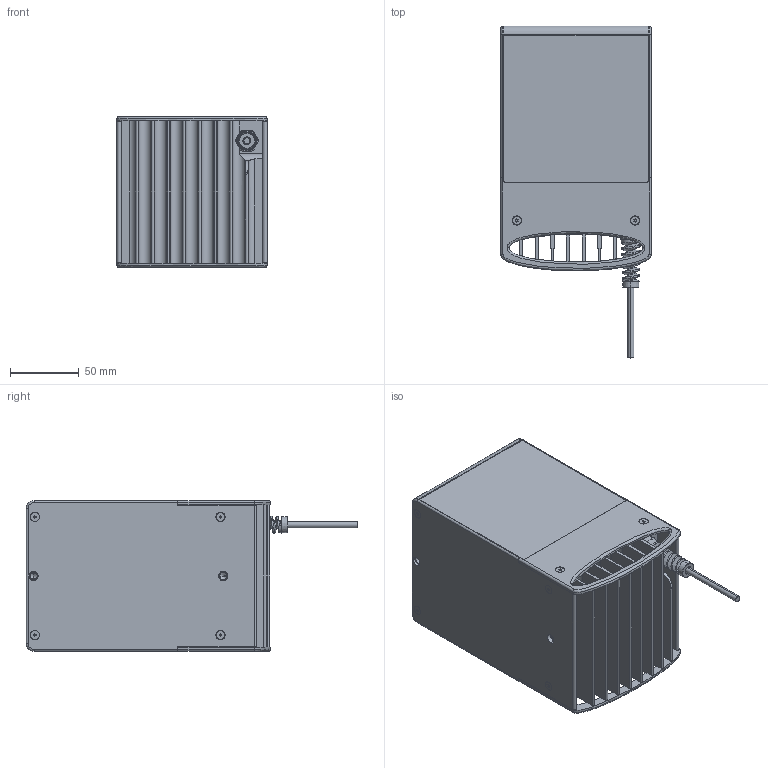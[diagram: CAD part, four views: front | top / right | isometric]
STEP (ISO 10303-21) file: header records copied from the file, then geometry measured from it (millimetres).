
FILE_DESCRIPTION((''),'2;1');
FILE_NAME('193060_ASM','2016-03-11T',('pdmadmin'),(''),'PRO/ENGINEER BY PARAMETRIC TECHNOLOGY CORPORATION, 2013230','PRO/ENGINEER BY PARAMETRIC TECHNOLOGY CORPORATION, 2013230','');
FILE_SCHEMA(('CONFIG_CONTROL_DESIGN'));
Products named in the file (23): 125261; 125281; 57225; 125410_P4; 125410_P3; 125410_P5; 125410_P2; 125410_P1; 125410_ASM; 125275; 125276; 124350; 125279; 125277; 125278; 125282; 125283; 125280; M3X8_HEX_FHCS; 125409; 116946; LEDRO100M-75527_ASM; 193060_ASM
Assembly tree (38 placements, depth 4):
  193060_ASM
    LEDRO100M-75527_ASM
      125261
      125281
      57225  x4
      125410_ASM
        125410_P4
        125410_P3
        125410_P5
        125410_P2
        125410_P1
      125275
      125276
      124350
      125279
      125277  x2
      125278
      125282
      125283  x2
      125280
      M3X8_HEX_FHCS  x12
      125409
      116946
Bounding box: 109.26 x 241.53 x 109.86 mm (x, y, z)
Volume: 471150.8 mm3; surface area: 339373.8 mm2
Topology: 36 solids, 60 shells, 969 faces, 2392 edges, 1514 vertices
Faces by surface type: plane 427, cylinder 284, cone 236, bspline 8, torus 8, extrusion 6
Entity records: 23662 total; most frequent: CARTESIAN_POINT 6263, DIRECTION 3810, ORIENTED_EDGE 3276, EDGE_CURVE 1687, AXIS2_PLACEMENT_3D 1443, VERTEX_POINT 1088, VECTOR 924, LINE 921
